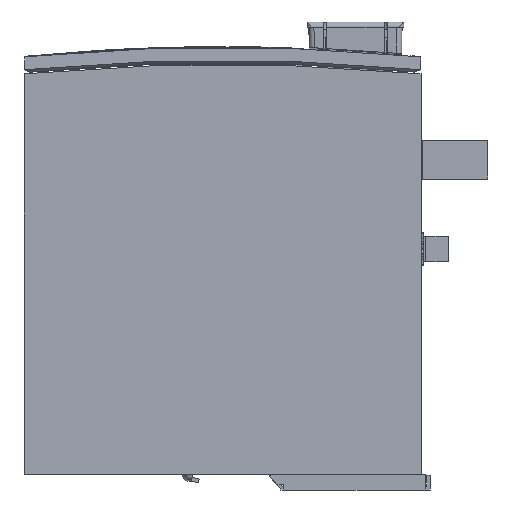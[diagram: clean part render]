
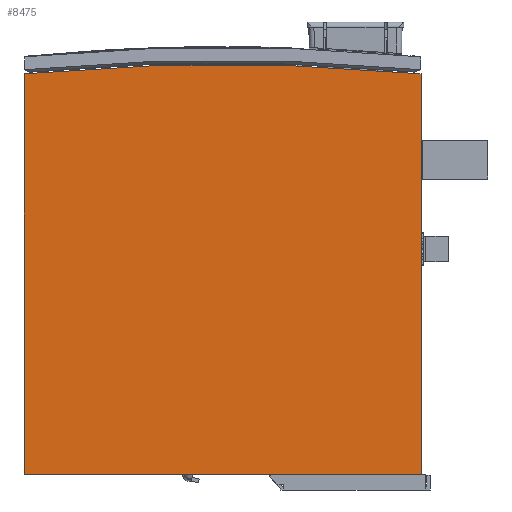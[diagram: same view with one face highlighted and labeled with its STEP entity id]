
A CAD part, left-side view. The second image highlights one B-rep face of the part: STEP entity #8475.
In plain terms, the highlighted planar face has unit normal (-1, 0, 0).
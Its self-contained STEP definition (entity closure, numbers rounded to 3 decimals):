
#6118=B_SPLINE_CURVE_WITH_KNOTS('',3,(#46243,#46244,#46245,#46246,#46247,
#46248,#46249,#46250,#46251,#46252,#46253,#46254,#46255),.UNSPECIFIED.,
 .F.,.F.,(4,3,3,3,4),(0.,0.128,0.385,0.898,
1.),.UNSPECIFIED.);
#6120=B_SPLINE_CURVE_WITH_KNOTS('',3,(#46355,#46356,#46357,#46358,#46359,
#46360,#46361,#46362,#46363,#46364,#46365,#46366,#46367),.UNSPECIFIED.,
 .F.,.F.,(4,3,3,3,4),(0.,0.128,0.385,0.898,
1.),.UNSPECIFIED.);
#6862=PLANE('',#29717);
#7402=CIRCLE('',#29714,800.);
#8475=ADVANCED_FACE('',(#9885),#6862,.T.);
#9885=FACE_OUTER_BOUND('',#11202,.T.);
#11202=EDGE_LOOP('',(#17215,#17216,#17217,#17218,#17219,#17220));
#17215=ORIENTED_EDGE('',*,*,#23094,.F.);
#17216=ORIENTED_EDGE('',*,*,#23076,.T.);
#17217=ORIENTED_EDGE('',*,*,#23080,.T.);
#17218=ORIENTED_EDGE('',*,*,#23129,.F.);
#17219=ORIENTED_EDGE('',*,*,#23132,.F.);
#17220=ORIENTED_EDGE('',*,*,#23134,.T.);
#19979=VERTEX_POINT('',#46077);
#19980=VERTEX_POINT('',#46078);
#19983=VERTEX_POINT('',#46086);
#19993=VERTEX_POINT('',#46124);
#20015=VERTEX_POINT('',#46241);
#20017=VERTEX_POINT('',#46350);
#23076=EDGE_CURVE('',#19979,#19980,#25451,.T.);
#23080=EDGE_CURVE('',#19980,#19983,#25455,.T.);
#23094=EDGE_CURVE('',#19979,#19993,#25467,.T.);
#23129=EDGE_CURVE('',#20015,#19983,#6118,.T.);
#23132=EDGE_CURVE('',#20017,#20015,#7402,.T.);
#23134=EDGE_CURVE('',#20017,#19993,#6120,.T.);
#25451=LINE('',#46076,#27805);
#25455=LINE('',#46085,#27809);
#25467=LINE('',#46123,#27821);
#27805=VECTOR('',#34972,1.);
#27809=VECTOR('',#34978,1.);
#27821=VECTOR('',#34994,1.);
#29714=AXIS2_PLACEMENT_3D('',#46352,#35046,#35047);
#29717=AXIS2_PLACEMENT_3D('',#46368,#35052,#35053);
#34972=DIRECTION('',(0.,-1.,0.));
#34978=DIRECTION('',(0.,0.,1.));
#34994=DIRECTION('',(0.,0.,1.));
#35046=DIRECTION('',(1.,0.,0.));
#35047=DIRECTION('',(0.,0.,1.));
#35052=DIRECTION('',(-1.,0.,0.));
#35053=DIRECTION('',(0.,0.,-1.));
#46076=CARTESIAN_POINT('',(0.,0.,0.));
#46077=CARTESIAN_POINT('',(0.,156.2,0.));
#46078=CARTESIAN_POINT('',(0.,0.,0.));
#46085=CARTESIAN_POINT('',(0.,0.,162.22));
#46086=CARTESIAN_POINT('',(0.,0.,157.586));
#46123=CARTESIAN_POINT('',(0.,156.2,162.22));
#46124=CARTESIAN_POINT('',(0.,156.2,157.586));
#46241=CARTESIAN_POINT('',(0.,3.,157.789));
#46243=CARTESIAN_POINT('',(0.,3.,157.789));
#46244=CARTESIAN_POINT('',(0.,2.872,157.776));
#46245=CARTESIAN_POINT('',(0.,2.744,157.764));
#46246=CARTESIAN_POINT('',(0.,2.616,157.753));
#46247=CARTESIAN_POINT('',(0.,2.36,157.729));
#46248=CARTESIAN_POINT('',(0.,2.104,157.706));
#46249=CARTESIAN_POINT('',(0.,1.847,157.686));
#46250=CARTESIAN_POINT('',(0.,1.334,157.646));
#46251=CARTESIAN_POINT('',(0.,0.82,157.617));
#46252=CARTESIAN_POINT('',(0.,0.306,157.597));
#46253=CARTESIAN_POINT('',(0.,0.204,157.593));
#46254=CARTESIAN_POINT('',(0.,0.102,157.589));
#46255=CARTESIAN_POINT('',(0.,0.,157.586));
#46350=CARTESIAN_POINT('',(0.,153.2,157.789));
#46352=CARTESIAN_POINT('',(0.,78.1,-638.679));
#46355=CARTESIAN_POINT('',(0.,153.2,157.789));
#46356=CARTESIAN_POINT('',(0.,153.328,157.776));
#46357=CARTESIAN_POINT('',(0.,153.456,157.764));
#46358=CARTESIAN_POINT('',(0.,153.584,157.753));
#46359=CARTESIAN_POINT('',(0.,153.84,157.729));
#46360=CARTESIAN_POINT('',(0.,154.096,157.706));
#46361=CARTESIAN_POINT('',(0.,154.353,157.686));
#46362=CARTESIAN_POINT('',(0.,154.866,157.646));
#46363=CARTESIAN_POINT('',(0.,155.38,157.617));
#46364=CARTESIAN_POINT('',(0.,155.894,157.597));
#46365=CARTESIAN_POINT('',(0.,155.996,157.593));
#46366=CARTESIAN_POINT('',(0.,156.098,157.589));
#46367=CARTESIAN_POINT('',(0.,156.2,157.586));
#46368=CARTESIAN_POINT('',(0.,0.,3.));
